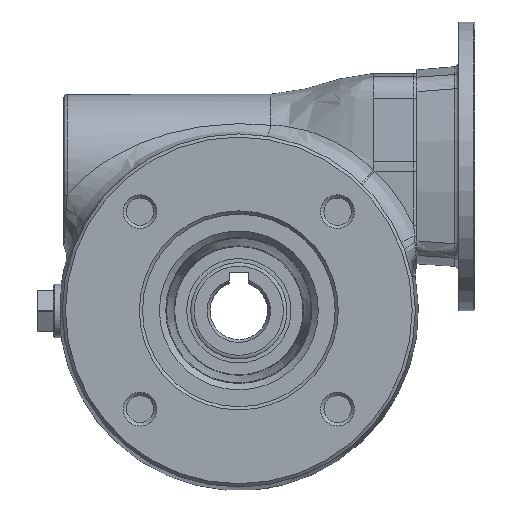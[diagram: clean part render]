
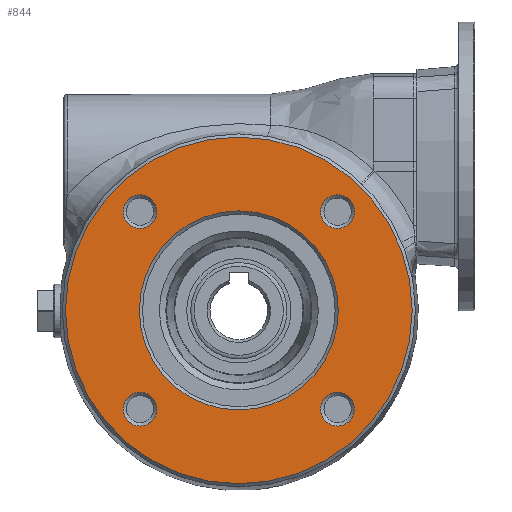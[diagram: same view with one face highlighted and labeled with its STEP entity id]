
A CAD part, top view. The second image highlights one B-rep face of the part: STEP entity #844.
In plain terms, the highlighted planar face has unit normal (0, 0, 1).
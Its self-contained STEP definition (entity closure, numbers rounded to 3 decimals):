
#844 = ADVANCED_FACE( '', ( #2088, #2089, #2090, #2091, #2092, #2093 ), #2094, .T. );
#2088 = FACE_OUTER_BOUND( '', #5462, .T. );
#2089 = FACE_BOUND( '', #5463, .T. );
#2090 = FACE_BOUND( '', #5464, .T. );
#2091 = FACE_BOUND( '', #5465, .T. );
#2092 = FACE_BOUND( '', #5466, .T. );
#2093 = FACE_BOUND( '', #5467, .T. );
#2094 = PLANE( '', #5468 );
#5462 = EDGE_LOOP( '', ( #11135 ) );
#5463 = EDGE_LOOP( '', ( #11136 ) );
#5464 = EDGE_LOOP( '', ( #11137 ) );
#5465 = EDGE_LOOP( '', ( #11138 ) );
#5466 = EDGE_LOOP( '', ( #11139 ) );
#5467 = EDGE_LOOP( '', ( #11140 ) );
#5468 = AXIS2_PLACEMENT_3D( '', #11141, #11142, #11143 );
#11135 = ORIENTED_EDGE( '', *, *, #14163, .T. );
#11136 = ORIENTED_EDGE( '', *, *, #14164, .T. );
#11137 = ORIENTED_EDGE( '', *, *, #14165, .T. );
#11138 = ORIENTED_EDGE( '', *, *, #13934, .T. );
#11139 = ORIENTED_EDGE( '', *, *, #14166, .T. );
#11140 = ORIENTED_EDGE( '', *, *, #14167, .T. );
#11141 = CARTESIAN_POINT( '', ( 0., 30., 90.5 ) );
#11142 = DIRECTION( '', ( 0., 0., 1. ) );
#11143 = DIRECTION( '', ( 0., 1., 0. ) );
#13934 = EDGE_CURVE( '', #15609, #15609, #15610, .F. );
#14163 = EDGE_CURVE( '', #15953, #15953, #15954, .T. );
#14164 = EDGE_CURVE( '', #15955, #15955, #15956, .F. );
#14165 = EDGE_CURVE( '', #15957, #15957, #15958, .F. );
#14166 = EDGE_CURVE( '', #15959, #15959, #15960, .F. );
#14167 = EDGE_CURVE( '', #15961, #15961, #15962, .F. );
#15609 = VERTEX_POINT( '', #18388 );
#15610 = CIRCLE( '', #18389, 5.25 );
#15953 = VERTEX_POINT( '', #19514 );
#15954 = CIRCLE( '', #19515, 54. );
#15955 = VERTEX_POINT( '', #19516 );
#15956 = CIRCLE( '', #19517, 31. );
#15957 = VERTEX_POINT( '', #19518 );
#15958 = CIRCLE( '', #19519, 5.25 );
#15959 = VERTEX_POINT( '', #19520 );
#15960 = CIRCLE( '', #19521, 5.25 );
#15961 = VERTEX_POINT( '', #19522 );
#15962 = CIRCLE( '', #19523, 5.25 );
#18388 = CARTESIAN_POINT( '', ( -30.759, -25.509, 90.5 ) );
#18389 = AXIS2_PLACEMENT_3D( '', #22219, #22220, #22221 );
#19514 = CARTESIAN_POINT( '', ( 0., 54., 90.5 ) );
#19515 = AXIS2_PLACEMENT_3D( '', #22484, #22485, #22486 );
#19516 = CARTESIAN_POINT( '', ( 0., 31., 90.5 ) );
#19517 = AXIS2_PLACEMENT_3D( '', #22487, #22488, #22489 );
#19518 = CARTESIAN_POINT( '', ( 30.759, -25.509, 90.5 ) );
#19519 = AXIS2_PLACEMENT_3D( '', #22490, #22491, #22492 );
#19520 = CARTESIAN_POINT( '', ( -30.759, 36.009, 90.5 ) );
#19521 = AXIS2_PLACEMENT_3D( '', #22493, #22494, #22495 );
#19522 = CARTESIAN_POINT( '', ( 30.759, 36.009, 90.5 ) );
#19523 = AXIS2_PLACEMENT_3D( '', #22496, #22497, #22498 );
#22219 = CARTESIAN_POINT( '', ( -30.759, -30.759, 90.5 ) );
#22220 = DIRECTION( '', ( 0., 0., 1. ) );
#22221 = DIRECTION( '', ( 0., 1., 0. ) );
#22484 = CARTESIAN_POINT( '', ( 0., 0., 90.5 ) );
#22485 = DIRECTION( '', ( 0., 0., 1. ) );
#22486 = DIRECTION( '', ( 0., 1., 0. ) );
#22487 = CARTESIAN_POINT( '', ( 0., 0., 90.5 ) );
#22488 = DIRECTION( '', ( 0., 0., 1. ) );
#22489 = DIRECTION( '', ( 0., 1., 0. ) );
#22490 = CARTESIAN_POINT( '', ( 30.759, -30.759, 90.5 ) );
#22491 = DIRECTION( '', ( 0., 0., 1. ) );
#22492 = DIRECTION( '', ( 0., 1., 0. ) );
#22493 = CARTESIAN_POINT( '', ( -30.759, 30.759, 90.5 ) );
#22494 = DIRECTION( '', ( 0., 0., 1. ) );
#22495 = DIRECTION( '', ( 0., 1., 0. ) );
#22496 = CARTESIAN_POINT( '', ( 30.759, 30.759, 90.5 ) );
#22497 = DIRECTION( '', ( 0., 0., 1. ) );
#22498 = DIRECTION( '', ( 0., 1., 0. ) );
